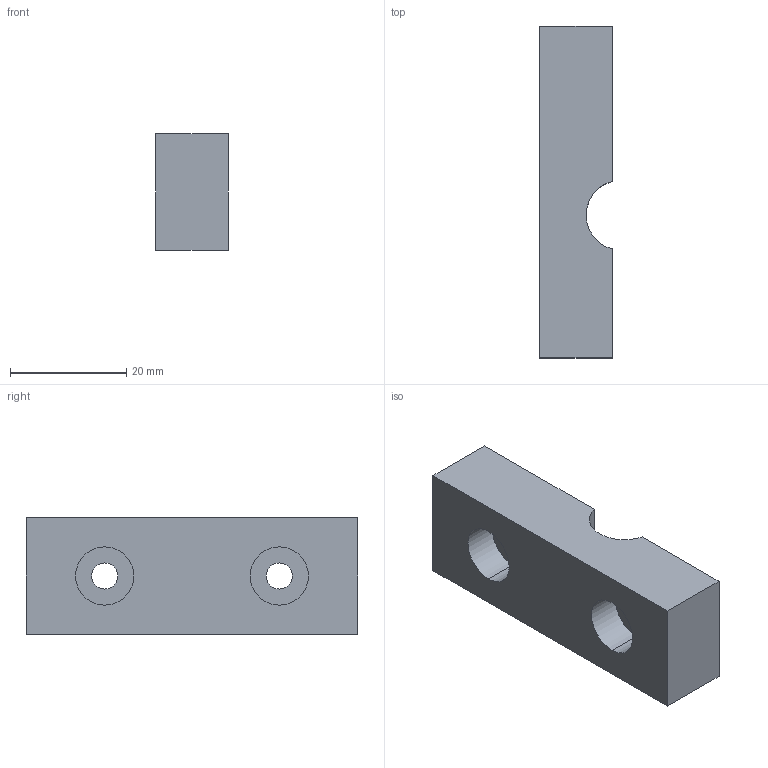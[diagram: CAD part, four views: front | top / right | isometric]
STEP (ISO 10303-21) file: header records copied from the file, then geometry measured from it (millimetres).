
FILE_DESCRIPTION (( 'STEP AP214' ), '1' );
FILE_NAME ('OA-Y10-P26-00.STEP', '2018-10-14T12:46:49', ( '' ), ( '' ), 'SwSTEP 2.0', 'SolidWorks 2014', '' );
FILE_SCHEMA (( 'AUTOMOTIVE_DESIGN' ));
Length unit declared in the file: millimetre
Products named in the file (1): OA-Y10-P26-00
Bounding box: 12.5 x 57 x 20 mm (x, y, z)
Volume: 12338.5 mm3; surface area: 4705.2 mm2
Topology: 1 solids, 1 shells, 19 faces, 45 edges, 30 vertices
Faces by surface type: cylinder 10, plane 9
Entity records: 601 total; most frequent: DIRECTION 105, CARTESIAN_POINT 95, ORIENTED_EDGE 90, EDGE_CURVE 45, AXIS2_PLACEMENT_3D 40, VERTEX_POINT 30, VECTOR 25, LINE 25
